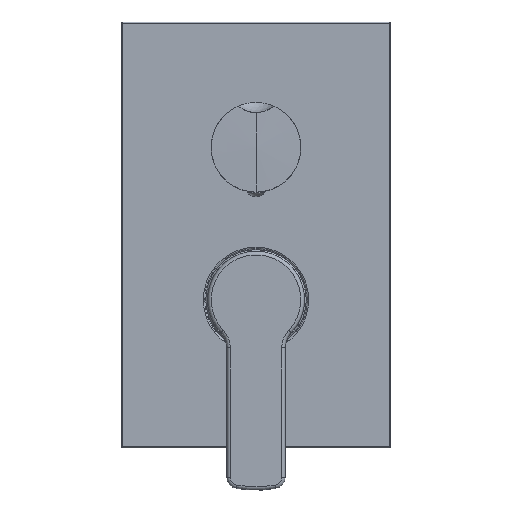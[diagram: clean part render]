
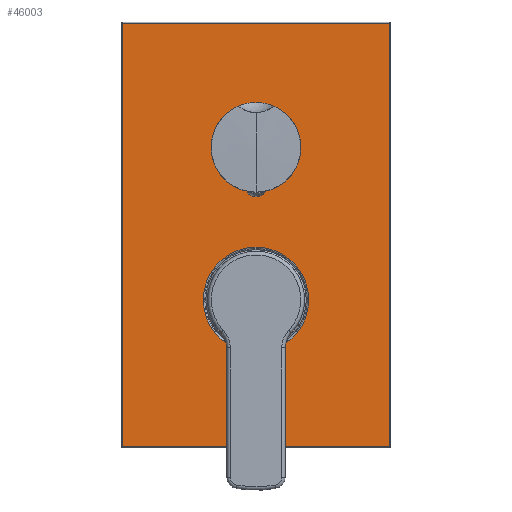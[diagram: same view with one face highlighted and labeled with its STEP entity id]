
A CAD part, top view. The second image highlights one B-rep face of the part: STEP entity #46003.
In plain terms, the highlighted planar face has unit normal (0, 0, 1).
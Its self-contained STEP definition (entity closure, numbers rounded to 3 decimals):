
#44789=DIRECTION('',(-1.,0.,0.));
#44790=VECTOR('',#44789,119.);
#44791=CARTESIAN_POINT('',(59.5,123.5,65.5));
#44792=LINE('',#44791,#44790);
#44793=DIRECTION('',(0.,1.,0.));
#44794=VECTOR('',#44793,189.);
#44795=CARTESIAN_POINT('',(59.5,-65.5,65.5));
#44796=LINE('',#44795,#44794);
#44797=DIRECTION('',(1.,0.,0.));
#44798=VECTOR('',#44797,119.);
#44799=CARTESIAN_POINT('',(-59.5,-65.5,65.5));
#44800=LINE('',#44799,#44798);
#44801=DIRECTION('',(0.,-1.,0.));
#44802=VECTOR('',#44801,189.);
#44803=CARTESIAN_POINT('',(-59.5,123.5,65.5));
#44804=LINE('',#44803,#44802);
#44805=CARTESIAN_POINT('',(0.,0.,65.5));
#44806=DIRECTION('',(0.,0.,-1.));
#44807=DIRECTION('',(1.,0.,0.));
#44808=AXIS2_PLACEMENT_3D('',#44805,#44806,#44807);
#44810=CARTESIAN_POINT('',(0.,0.,65.5));
#44811=DIRECTION('',(0.,0.,-1.));
#44812=DIRECTION('',(-1.,0.,0.));
#44813=AXIS2_PLACEMENT_3D('',#44810,#44811,#44812);
#44815=CARTESIAN_POINT('',(0.,68.,65.5));
#44816=DIRECTION('',(0.,0.,-1.));
#44817=DIRECTION('',(-1.,0.,0.));
#44818=AXIS2_PLACEMENT_3D('',#44815,#44816,#44817);
#44820=CARTESIAN_POINT('',(0.,68.,65.5));
#44821=DIRECTION('',(0.,0.,-1.));
#44822=DIRECTION('',(1.,0.,0.));
#44823=AXIS2_PLACEMENT_3D('',#44820,#44821,#44822);
#45620=CARTESIAN_POINT('',(59.5,123.5,65.5));
#45621=CARTESIAN_POINT('',(-59.5,123.5,65.5));
#45622=VERTEX_POINT('',#45620);
#45623=VERTEX_POINT('',#45621);
#45628=CARTESIAN_POINT('',(-59.5,-65.5,65.5));
#45629=VERTEX_POINT('',#45628);
#45634=CARTESIAN_POINT('',(59.5,-65.5,65.5));
#45635=VERTEX_POINT('',#45634);
#45640=CARTESIAN_POINT('',(23.5,0.,65.5));
#45641=CARTESIAN_POINT('',(-23.5,0.,65.5));
#45642=VERTEX_POINT('',#45640);
#45643=VERTEX_POINT('',#45641);
#45648=CARTESIAN_POINT('',(-10.5,68.,65.5));
#45649=CARTESIAN_POINT('',(10.5,68.,65.5));
#45650=VERTEX_POINT('',#45648);
#45651=VERTEX_POINT('',#45649);
#45977=CARTESIAN_POINT('',(0.,29.,65.5));
#45978=DIRECTION('',(0.,0.,1.));
#45979=DIRECTION('',(1.,0.,0.));
#45980=AXIS2_PLACEMENT_3D('',#45977,#45978,#45979);
#45981=PLANE('',#45980);
#45983=ORIENTED_EDGE('',*,*,#45982,.F.);
#45985=ORIENTED_EDGE('',*,*,#45984,.F.);
#45987=ORIENTED_EDGE('',*,*,#45986,.F.);
#45989=ORIENTED_EDGE('',*,*,#45988,.F.);
#45990=EDGE_LOOP('',(#45983,#45985,#45987,#45989));
#45991=FACE_OUTER_BOUND('',#45990,.F.);
#45993=ORIENTED_EDGE('',*,*,#45992,.F.);
#45995=ORIENTED_EDGE('',*,*,#45994,.F.);
#45996=EDGE_LOOP('',(#45993,#45995));
#45997=FACE_BOUND('',#45996,.F.);
#45999=ORIENTED_EDGE('',*,*,#45998,.F.);
#46000=ORIENTED_EDGE('',*,*,#45960,.F.);
#46001=EDGE_LOOP('',(#45999,#46000));
#46002=FACE_BOUND('',#46001,.F.);
#46003=ADVANCED_FACE('',(#45991,#45997,#46002),#45981,.T.);
#44809=CIRCLE('',#44808,23.5);
#44814=CIRCLE('',#44813,23.5);
#44819=CIRCLE('',#44818,10.5);
#44824=CIRCLE('',#44823,10.5);
#45960=EDGE_CURVE('',#45651,#45650,#44824,.T.);
#45982=EDGE_CURVE('',#45622,#45623,#44792,.T.);
#45984=EDGE_CURVE('',#45635,#45622,#44796,.T.);
#45986=EDGE_CURVE('',#45629,#45635,#44800,.T.);
#45988=EDGE_CURVE('',#45623,#45629,#44804,.T.);
#45992=EDGE_CURVE('',#45642,#45643,#44809,.T.);
#45994=EDGE_CURVE('',#45643,#45642,#44814,.T.);
#45998=EDGE_CURVE('',#45650,#45651,#44819,.T.);
